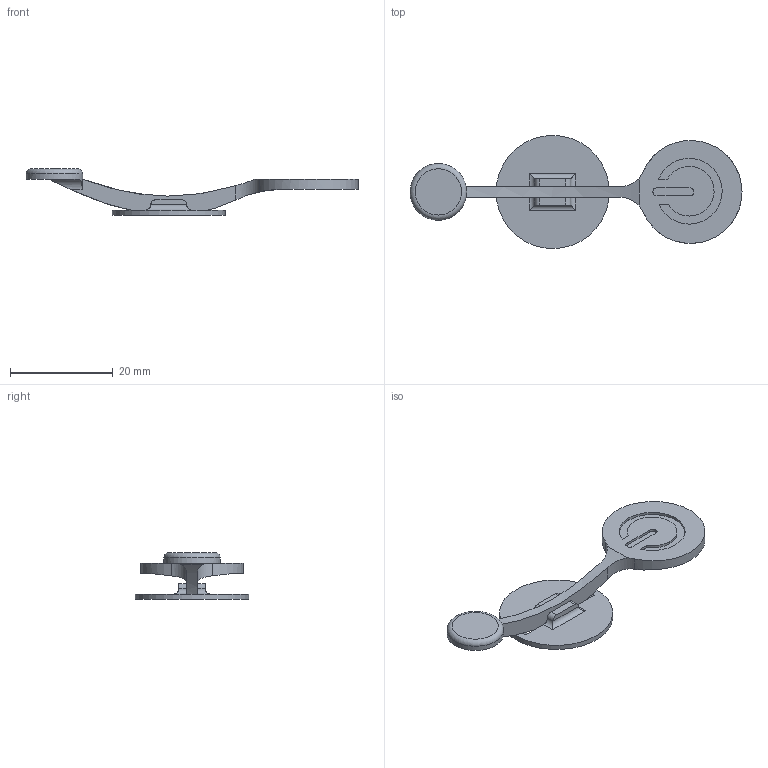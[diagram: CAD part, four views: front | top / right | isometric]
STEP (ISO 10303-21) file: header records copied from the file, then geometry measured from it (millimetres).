
FILE_DESCRIPTION(/* description */ (''),/* implementation_level */ '2;1');
FILE_NAME(/* name */ 'Button.step',/* time_stamp */ '2024-10-30T11:49:32+01:00',/* author */ (''),/* organization */ (''),/* preprocessor_version */ 'ST-DEVELOPER v20',/* originating_system */ 'Autodesk Translation Framework v13.20.0.188',/* authorisation */ '');
FILE_SCHEMA (('AUTOMOTIVE_DESIGN { 1 0 10303 214 3 1 1 }'));
Length unit declared in the file: millimetre
Products named in the file (1): Button
Bounding box: 64.5 x 22 x 9 mm (x, y, z)
Volume: 1443.8 mm3; surface area: 2281.3 mm2
Topology: 2 solids, 2 shells, 67 faces, 171 edges, 114 vertices
Faces by surface type: plane 28, cylinder 19, bspline 17, torus 3
Full cylindrical faces by diameter (mm): 1.5 x2, 11 x1, 22 x1
Entity records: 2489 total; most frequent: CARTESIAN_POINT 967, ORIENTED_EDGE 342, DIRECTION 258, EDGE_CURVE 171, VERTEX_POINT 114, AXIS2_PLACEMENT_3D 90, LINE 78, VECTOR 78
